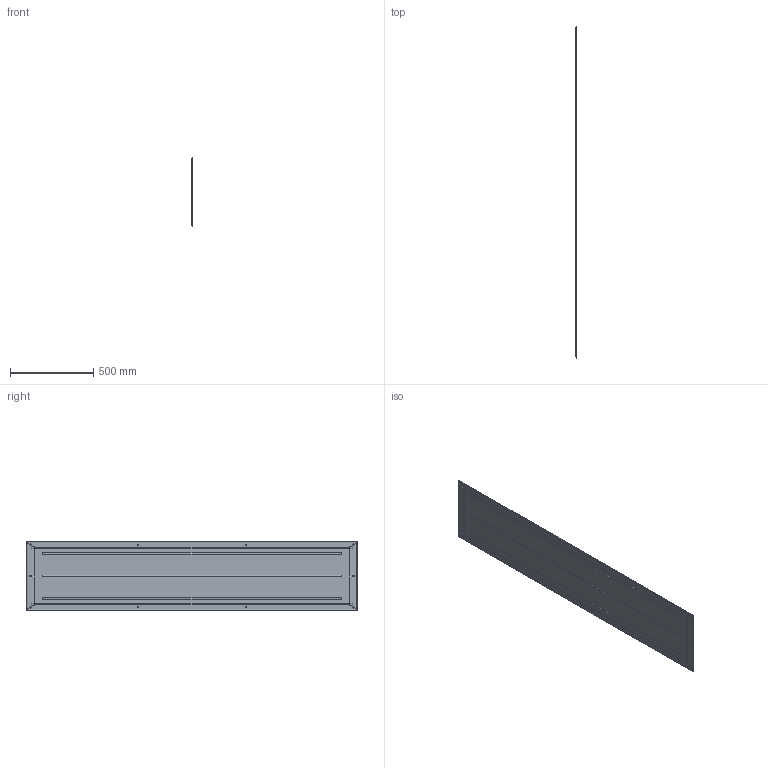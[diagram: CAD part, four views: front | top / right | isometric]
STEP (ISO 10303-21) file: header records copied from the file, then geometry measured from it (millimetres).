
FILE_DESCRIPTION (( 'STEP AP214' ), '1' );
FILE_NAME ('YKV-PB-20-45-54 Ïàíåëü áîê. äëÿ ÂÐÓ 2000.ÕÕÕ.450 IP54 SMART (2øò.êîìïë) IEK.STEP', '2020-02-19T11:21:19', ( '' ), ( '' ), 'SwSTEP 2.0', 'SolidWorks 2017', '' );
FILE_SCHEMA (( 'AUTOMOTIVE_DESIGN' ));
Length unit declared in the file: millimetre
Products named in the file (1): YKV-PB-20-45-54 Ïàíåëü áîê. äëÿ ÂÐÓ 2000.ÕÕÕ.450 IP54 SMART (2øò.êîìïë) IEK
Bounding box: 10 x 1997 x 415.6 mm (x, y, z)
Volume: 1135572.1 mm3; surface area: 2215415.8 mm2
Topology: 2 solids, 2 shells, 196 faces, 473 edges, 286 vertices
Faces by surface type: plane 87, cylinder 71, torus 16, sphere 12, bspline 10
Entity records: 6279 total; most frequent: CARTESIAN_POINT 1492, DIRECTION 973, ORIENTED_EDGE 946, EDGE_CURVE 473, AXIS2_PLACEMENT_3D 345, VERTEX_POINT 286, LINE 283, VECTOR 283
